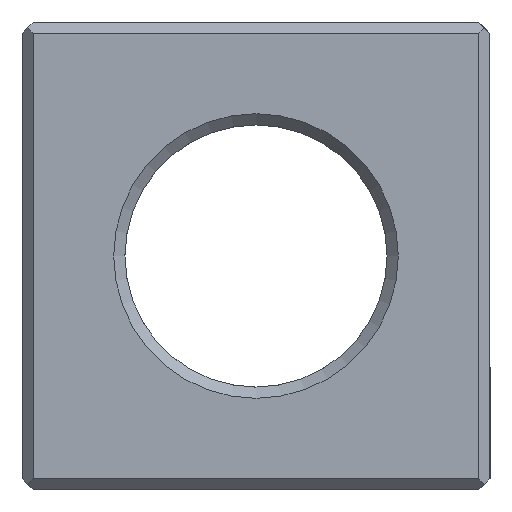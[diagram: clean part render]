
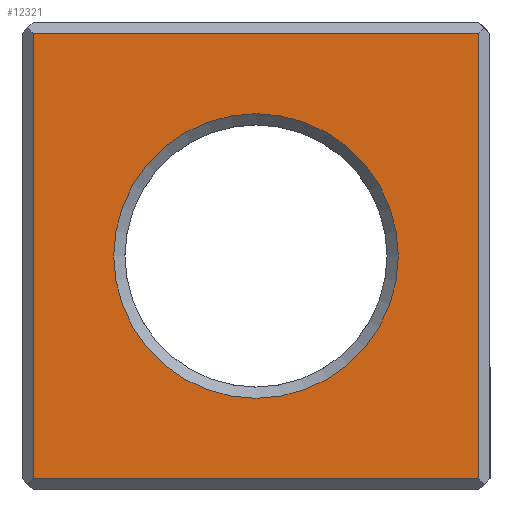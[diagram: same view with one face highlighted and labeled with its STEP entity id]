
A CAD part, left-side view. The second image highlights one B-rep face of the part: STEP entity #12321.
In plain terms, the highlighted planar face has unit normal (-1, 0, 0).
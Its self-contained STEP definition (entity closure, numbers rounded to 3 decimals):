
#72 = PLANE('',#73);
#73 = AXIS2_PLACEMENT_3D('',#74,#75,#76);
#74 = CARTESIAN_POINT('',(0.,0.,0.3));
#75 = DIRECTION('',(-0.707,0.,-0.707));
#76 = DIRECTION('',(0.707,0.,-0.707));
#432 = PLANE('',#433);
#433 = AXIS2_PLACEMENT_3D('',#434,#435,#436);
#434 = CARTESIAN_POINT('',(0.3,12.5,0.));
#435 = DIRECTION('',(0.707,-0.707,0.));
#436 = DIRECTION('',(-0.707,-0.707,0.));
#663 = PLANE('',#664);
#664 = AXIS2_PLACEMENT_3D('',#665,#666,#667);
#665 = CARTESIAN_POINT('',(0.3,0.,0.));
#666 = DIRECTION('',(-0.707,-0.707,0.));
#667 = DIRECTION('',(-0.707,0.707,0.));
#731 = VERTEX_POINT('',#732);
#732 = CARTESIAN_POINT('',(0.,0.3,0.3));
#753 = EDGE_CURVE('',#731,#754,#756,.T.);
#754 = VERTEX_POINT('',#755);
#755 = CARTESIAN_POINT('',(0.,12.2,0.3));
#756 = SURFACE_CURVE('',#757,(#761,#768),.PCURVE_S1.);
#757 = LINE('',#758,#759);
#758 = CARTESIAN_POINT('',(0.,0.,0.3));
#759 = VECTOR('',#760,1.);
#760 = DIRECTION('',(0.,1.,0.));
#761 = PCURVE('',#72,#762);
#762 = DEFINITIONAL_REPRESENTATION('',(#763),#767);
#763 = LINE('',#764,#765);
#764 = CARTESIAN_POINT('',(0.,-0.));
#765 = VECTOR('',#766,1.);
#766 = DIRECTION('',(0.,-1.));
#767 = ( GEOMETRIC_REPRESENTATION_CONTEXT(2) 
PARAMETRIC_REPRESENTATION_CONTEXT() REPRESENTATION_CONTEXT('2D SPACE',''
  ) );
#768 = PCURVE('',#769,#774);
#769 = PLANE('',#770);
#770 = AXIS2_PLACEMENT_3D('',#771,#772,#773);
#771 = CARTESIAN_POINT('',(0.,12.5,0.));
#772 = DIRECTION('',(1.,0.,0.));
#773 = DIRECTION('',(0.,-1.,0.));
#774 = DEFINITIONAL_REPRESENTATION('',(#775),#779);
#775 = LINE('',#776,#777);
#776 = CARTESIAN_POINT('',(12.5,-0.3));
#777 = VECTOR('',#778,1.);
#778 = DIRECTION('',(-1.,0.));
#779 = ( GEOMETRIC_REPRESENTATION_CONTEXT(2) 
PARAMETRIC_REPRESENTATION_CONTEXT() REPRESENTATION_CONTEXT('2D SPACE',''
  ) );
#1588 = VERTEX_POINT('',#1589);
#1589 = CARTESIAN_POINT('',(0.,12.2,12.2));
#1603 = PLANE('',#1604);
#1604 = AXIS2_PLACEMENT_3D('',#1605,#1606,#1607);
#1605 = CARTESIAN_POINT('',(0.3,0.,12.5));
#1606 = DIRECTION('',(-0.707,0.,0.707));
#1607 = DIRECTION('',(-0.707,0.,-0.707));
#1615 = EDGE_CURVE('',#754,#1588,#1616,.T.);
#1616 = SURFACE_CURVE('',#1617,(#1621,#1628),.PCURVE_S1.);
#1617 = LINE('',#1618,#1619);
#1618 = CARTESIAN_POINT('',(0.,12.2,0.));
#1619 = VECTOR('',#1620,1.);
#1620 = DIRECTION('',(0.,0.,1.));
#1621 = PCURVE('',#432,#1622);
#1622 = DEFINITIONAL_REPRESENTATION('',(#1623),#1627);
#1623 = LINE('',#1624,#1625);
#1624 = CARTESIAN_POINT('',(0.424,0.));
#1625 = VECTOR('',#1626,1.);
#1626 = DIRECTION('',(0.,-1.));
#1627 = ( GEOMETRIC_REPRESENTATION_CONTEXT(2) 
PARAMETRIC_REPRESENTATION_CONTEXT() REPRESENTATION_CONTEXT('2D SPACE',''
  ) );
#1628 = PCURVE('',#769,#1629);
#1629 = DEFINITIONAL_REPRESENTATION('',(#1630),#1634);
#1630 = LINE('',#1631,#1632);
#1631 = CARTESIAN_POINT('',(0.3,0.));
#1632 = VECTOR('',#1633,1.);
#1633 = DIRECTION('',(0.,-1.));
#1634 = ( GEOMETRIC_REPRESENTATION_CONTEXT(2) 
PARAMETRIC_REPRESENTATION_CONTEXT() REPRESENTATION_CONTEXT('2D SPACE',''
  ) );
#12278 = VERTEX_POINT('',#12279);
#12279 = CARTESIAN_POINT('',(0.,0.3,12.2));
#12300 = EDGE_CURVE('',#731,#12278,#12301,.T.);
#12301 = SURFACE_CURVE('',#12302,(#12306,#12313),.PCURVE_S1.);
#12302 = LINE('',#12303,#12304);
#12303 = CARTESIAN_POINT('',(0.,0.3,0.));
#12304 = VECTOR('',#12305,1.);
#12305 = DIRECTION('',(0.,0.,1.));
#12306 = PCURVE('',#663,#12307);
#12307 = DEFINITIONAL_REPRESENTATION('',(#12308),#12312);
#12308 = LINE('',#12309,#12310);
#12309 = CARTESIAN_POINT('',(0.424,0.));
#12310 = VECTOR('',#12311,1.);
#12311 = DIRECTION('',(0.,-1.));
#12312 = ( GEOMETRIC_REPRESENTATION_CONTEXT(2) 
PARAMETRIC_REPRESENTATION_CONTEXT() REPRESENTATION_CONTEXT('2D SPACE',''
  ) );
#12313 = PCURVE('',#769,#12314);
#12314 = DEFINITIONAL_REPRESENTATION('',(#12315),#12319);
#12315 = LINE('',#12316,#12317);
#12316 = CARTESIAN_POINT('',(12.2,0.));
#12317 = VECTOR('',#12318,1.);
#12318 = DIRECTION('',(0.,-1.));
#12319 = ( GEOMETRIC_REPRESENTATION_CONTEXT(2) 
PARAMETRIC_REPRESENTATION_CONTEXT() REPRESENTATION_CONTEXT('2D SPACE',''
  ) );
#12321 = ADVANCED_FACE('',(#12322,#12348),#769,.F.);
#12322 = FACE_BOUND('',#12323,.F.);
#12323 = EDGE_LOOP('',(#12324,#12325,#12326,#12327));
#12324 = ORIENTED_EDGE('',*,*,#12300,.F.);
#12325 = ORIENTED_EDGE('',*,*,#753,.T.);
#12326 = ORIENTED_EDGE('',*,*,#1615,.T.);
#12327 = ORIENTED_EDGE('',*,*,#12328,.F.);
#12328 = EDGE_CURVE('',#12278,#1588,#12329,.T.);
#12329 = SURFACE_CURVE('',#12330,(#12334,#12341),.PCURVE_S1.);
#12330 = LINE('',#12331,#12332);
#12331 = CARTESIAN_POINT('',(0.,0.,12.2));
#12332 = VECTOR('',#12333,1.);
#12333 = DIRECTION('',(0.,1.,0.));
#12334 = PCURVE('',#769,#12335);
#12335 = DEFINITIONAL_REPRESENTATION('',(#12336),#12340);
#12336 = LINE('',#12337,#12338);
#12337 = CARTESIAN_POINT('',(12.5,-12.2));
#12338 = VECTOR('',#12339,1.);
#12339 = DIRECTION('',(-1.,0.));
#12340 = ( GEOMETRIC_REPRESENTATION_CONTEXT(2) 
PARAMETRIC_REPRESENTATION_CONTEXT() REPRESENTATION_CONTEXT('2D SPACE',''
  ) );
#12341 = PCURVE('',#1603,#12342);
#12342 = DEFINITIONAL_REPRESENTATION('',(#12343),#12347);
#12343 = LINE('',#12344,#12345);
#12344 = CARTESIAN_POINT('',(0.424,0.));
#12345 = VECTOR('',#12346,1.);
#12346 = DIRECTION('',(0.,-1.));
#12347 = ( GEOMETRIC_REPRESENTATION_CONTEXT(2) 
PARAMETRIC_REPRESENTATION_CONTEXT() REPRESENTATION_CONTEXT('2D SPACE',''
  ) );
#12348 = FACE_BOUND('',#12349,.F.);
#12349 = EDGE_LOOP('',(#12350));
#12350 = ORIENTED_EDGE('',*,*,#12351,.T.);
#12351 = EDGE_CURVE('',#12352,#12352,#12354,.T.);
#12352 = VERTEX_POINT('',#12353);
#12353 = CARTESIAN_POINT('',(0.,2.45,6.25));
#12354 = SURFACE_CURVE('',#12355,(#12360,#12371),.PCURVE_S1.);
#12355 = CIRCLE('',#12356,3.8);
#12356 = AXIS2_PLACEMENT_3D('',#12357,#12358,#12359);
#12357 = CARTESIAN_POINT('',(0.,6.25,6.25));
#12358 = DIRECTION('',(-1.,0.,0.));
#12359 = DIRECTION('',(0.,-1.,0.));
#12360 = PCURVE('',#769,#12361);
#12361 = DEFINITIONAL_REPRESENTATION('',(#12362),#12370);
#12362 = ( BOUNDED_CURVE() B_SPLINE_CURVE(2,(#12363,#12364,#12365,#12366
    ,#12367,#12368,#12369),.UNSPECIFIED.,.T.,.F.) 
B_SPLINE_CURVE_WITH_KNOTS((1,2,2,2,2,1),(-2.094,0.,
    2.094,4.189,6.283,8.378),
.UNSPECIFIED.) CURVE() GEOMETRIC_REPRESENTATION_ITEM() 
RATIONAL_B_SPLINE_CURVE((1.,0.5,1.,0.5,1.,0.5,1.)) REPRESENTATION_ITEM(
  '') );
#12363 = CARTESIAN_POINT('',(10.05,-6.25));
#12364 = CARTESIAN_POINT('',(10.05,-12.832));
#12365 = CARTESIAN_POINT('',(4.35,-9.541));
#12366 = CARTESIAN_POINT('',(-1.35,-6.25));
#12367 = CARTESIAN_POINT('',(4.35,-2.959));
#12368 = CARTESIAN_POINT('',(10.05,0.332));
#12369 = CARTESIAN_POINT('',(10.05,-6.25));
#12370 = ( GEOMETRIC_REPRESENTATION_CONTEXT(2) 
PARAMETRIC_REPRESENTATION_CONTEXT() REPRESENTATION_CONTEXT('2D SPACE',''
  ) );
#12371 = PCURVE('',#12372,#12377);
#12372 = CONICAL_SURFACE('',#12373,3.5,0.785);
#12373 = AXIS2_PLACEMENT_3D('',#12374,#12375,#12376);
#12374 = CARTESIAN_POINT('',(0.3,6.25,6.25));
#12375 = DIRECTION('',(-1.,-0.,-0.));
#12376 = DIRECTION('',(0.,-1.,0.));
#12377 = DEFINITIONAL_REPRESENTATION('',(#12378),#12382);
#12378 = LINE('',#12379,#12380);
#12379 = CARTESIAN_POINT('',(-0.,0.3));
#12380 = VECTOR('',#12381,1.);
#12381 = DIRECTION('',(1.,-0.));
#12382 = ( GEOMETRIC_REPRESENTATION_CONTEXT(2) 
PARAMETRIC_REPRESENTATION_CONTEXT() REPRESENTATION_CONTEXT('2D SPACE',''
  ) );
